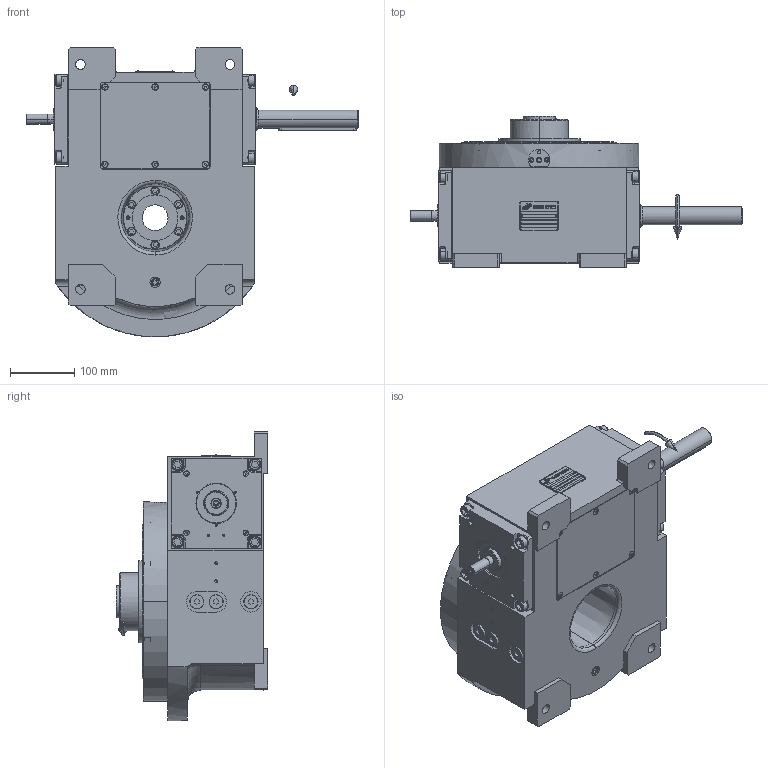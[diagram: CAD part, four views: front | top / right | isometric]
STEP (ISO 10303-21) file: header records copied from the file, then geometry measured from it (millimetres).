
FILE_DESCRIPTION (( 'STEP AP203' ), '1' );
FILE_NAME ('PC5201530.step', '2026-01-28T07:40:06', ( '' ), ( '' ), 'SwSTEP 2.0', 'SolidWorks 2020', '' );
FILE_SCHEMA (( 'CONFIG_CONTROL_DESIGN' ));
Length unit declared in the file: millimetre
Products named in the file (85): cfn2104_01_005; cfn2003_01_054; cfn2000_01_099; RIG09_005_AF0.stp; rig09_004; cfn2000_01_126; freccia_angolare; rig09_001_a; AS_rig09_004; AS_rig09_071_16_m; AS_rig09_014; cfn2070_05_009; CFN2356_03_053.stp; RIG09_021_AF0.stp; PC5201530; 900_38_30_003; AS_rig09_002_s_003; freccia_angolare_albero; CFN2155_01_195.stp; cfn2151_01_115; CFN2000_01_185.stp; cfn2000_01_081; cfn2115_02_057; cfn2107_01_001; CFN2223_02_004.stp; cfn2155_01_196; cfn2000_01_161; AS_cfn2476_01_002_60x46; cfn2128_19_002; cfn2155_01_095; cfn2128_04_002; cfn2151_01_167; AS_rig09_016; cfn2104_01_018; CFN2223_02_003.stp; CFN2010_02_002.stp; AS_900_38_30_003; RIG09_005_ASM.stp; cfn2077_01_036; rig09_071_16_m.stp ...
Assembly tree (73 placements, depth 5):
  CFN2356_03_053.stp
  PC5201530
    rig09_001_a
    AS_cfn2476_01_002_60x46
      cfn2476_01_002_60x46
      cfn2107_01_001
      cfn2107_01_001
    AS_rig09_071_16_m
      rig09_071_16_m.stp
        RIG09_005_ASM.stp
          RIG09_005_AF0.stp
          RIG09_021_AF0.stp
          CFN2000_01_185.stp
          CFN2000_01_185.stp
          CFN2104_02_018.stp
        CFN2155_01_195.stp
        CFN2010_02_002.stp
      rig09_003_16
      cfn2000_01_099
      cfn2000_01_099
      cfn2000_01_099
      cfn2000_01_099
      cfn2000_01_099
      cfn2000_01_099
      cfn2000_01_099
      cfn2000_01_099
      cfn2104_01_018  x2
    AS_rig09_014
      rig09_014
      cfn2000_01_126
      cfn2000_01_126
      cfn2000_01_126
      cfn2000_01_126
      cfn2000_01_126
      cfn2000_01_126
      cfn2104_01_005
      cfn2155_01_196
      cfn2104_01_005
    AS_rig09_004
      rig09_004
      cfn2000_01_081
      cfn2155_01_095
      cfn2070_05_009
      cfn2000_01_081
      cfn2000_01_081
      cfn2000_01_081
    AS_rig09_004
      rig09_004
      cfn2000_01_081
      cfn2155_01_095
      cfn2070_05_009
      cfn2000_01_081
      cfn2000_01_081
      cfn2000_01_081
    AS_rig09_002_s_003
      rig09_002_s_003
      cfn2115_02_160
    cfn2128_04_002  x3
    cfn2128_19_002
    AS_rig09_016
Bounding box: 515.5 x 235 x 450 mm (x, y, z)
Volume: 5100875.6 mm3; surface area: 1257718 mm2
Topology: 64 solids, 64 shells, 2023 faces, 4972 edges, 3183 vertices
Faces by surface type: plane 1033, cylinder 641, cone 314, torus 29, sphere 4, bspline 2
Entity records: 70190 total; most frequent: CARTESIAN_POINT 13839, DIRECTION 10075, ORIENTED_EDGE 9608, EDGE_CURVE 4804, AXIS2_PLACEMENT_3D 3472, LINE 3131, VECTOR 3131, VERTEX_POINT 3122
